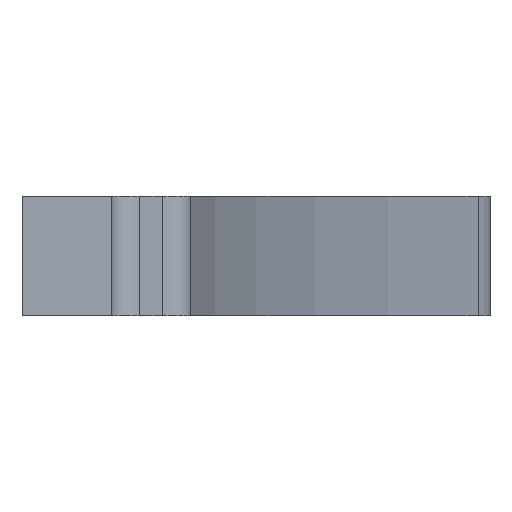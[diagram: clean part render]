
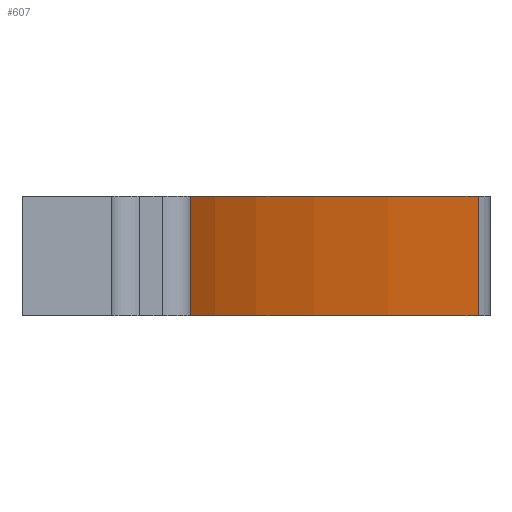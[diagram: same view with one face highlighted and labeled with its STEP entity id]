
A CAD part, left-side view. The second image highlights one B-rep face of the part: STEP entity #607.
In plain terms, the highlighted cylindrical face has radius 171 mm (diameter 342 mm), a partial arc.
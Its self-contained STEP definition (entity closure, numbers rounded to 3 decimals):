
#38=FACE_OUTER_BOUND('',#71,.T.);
#71=EDGE_LOOP('',(#435,#436,#437,#438));
#108=LINE('',#959,#149);
#118=LINE('',#1018,#159);
#149=VECTOR('',#748,10.);
#159=VECTOR('',#804,10.);
#207=CIRCLE('',#675,171.);
#210=CIRCLE('',#682,171.);
#240=VERTEX_POINT('',#952);
#243=VERTEX_POINT('',#957);
#265=VERTEX_POINT('',#1003);
#269=VERTEX_POINT('',#1016);
#306=EDGE_CURVE('',#243,#240,#108,.T.);
#329=EDGE_CURVE('',#265,#243,#207,.T.);
#335=EDGE_CURVE('',#269,#265,#118,.T.);
#337=EDGE_CURVE('',#240,#269,#210,.T.);
#435=ORIENTED_EDGE('',*,*,#306,.F.);
#436=ORIENTED_EDGE('',*,*,#329,.F.);
#437=ORIENTED_EDGE('',*,*,#335,.F.);
#438=ORIENTED_EDGE('',*,*,#337,.F.);
#582=CYLINDRICAL_SURFACE('',#681,171.);
#607=ADVANCED_FACE('',(#38),#582,.F.);
#675=AXIS2_PLACEMENT_3D('',#1005,#789,#790);
#681=AXIS2_PLACEMENT_3D('',#1020,#806,#807);
#682=AXIS2_PLACEMENT_3D('',#1021,#808,#809);
#748=DIRECTION('',(0.,0.,-1.));
#789=DIRECTION('center_axis',(0.,0.,-1.));
#790=DIRECTION('ref_axis',(0.609,0.793,0.));
#804=DIRECTION('',(0.,0.,1.));
#806=DIRECTION('center_axis',(0.,0.,1.));
#807=DIRECTION('ref_axis',(0.609,0.793,0.));
#808=DIRECTION('center_axis',(0.,0.,1.));
#809=DIRECTION('ref_axis',(0.609,0.793,0.));
#952=CARTESIAN_POINT('',(110.683,-48.548,-6.35));
#957=CARTESIAN_POINT('',(110.683,-48.548,6.35));
#959=CARTESIAN_POINT('',(110.683,-48.548,0.));
#1003=CARTESIAN_POINT('',(27.724,-17.924,6.35));
#1005=CARTESIAN_POINT('Origin',(12.,-188.2,6.35));
#1016=CARTESIAN_POINT('',(27.724,-17.924,-6.35));
#1018=CARTESIAN_POINT('',(27.724,-17.924,0.));
#1020=CARTESIAN_POINT('Origin',(12.,-188.2,0.));
#1021=CARTESIAN_POINT('Origin',(12.,-188.2,-6.35));
